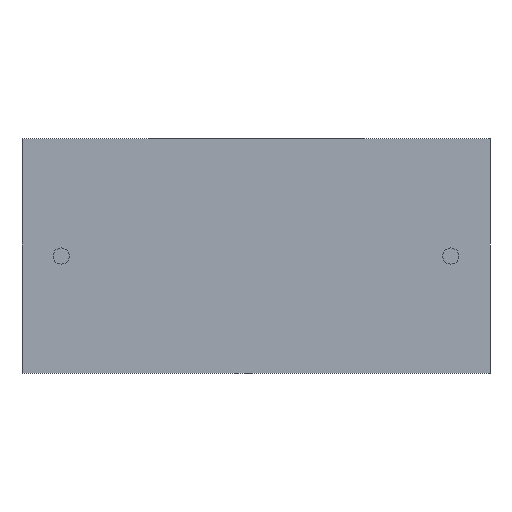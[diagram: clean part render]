
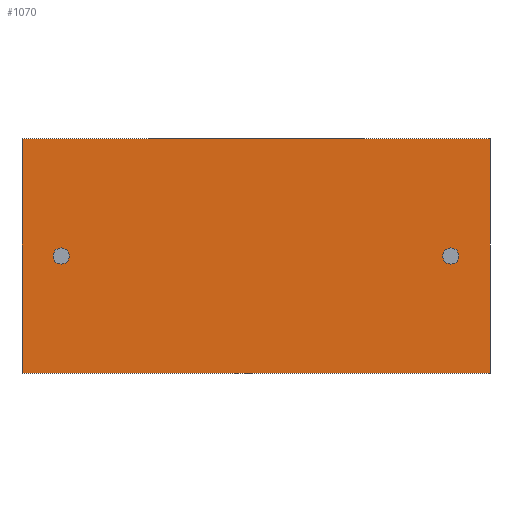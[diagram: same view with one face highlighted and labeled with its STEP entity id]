
A CAD part, front view. The second image highlights one B-rep face of the part: STEP entity #1070.
In plain terms, the highlighted planar face has unit normal (0, -1, 0).
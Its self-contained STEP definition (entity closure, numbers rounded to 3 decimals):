
#9 = DIRECTION ( 'NONE',  ( 0., 0., -1. ) ) ;
#53 = EDGE_LOOP ( 'NONE', ( #2134, #1009 ) ) ;
#64 = FACE_OUTER_BOUND ( 'NONE', #1965, .T. ) ;
#84 = VERTEX_POINT ( 'NONE', #531 ) ;
#124 = DIRECTION ( 'NONE',  ( 1., 0., 0. ) ) ;
#131 = DIRECTION ( 'NONE',  ( 0., 0., 1. ) ) ;
#165 = DIRECTION ( 'NONE',  ( 0., -1., 0. ) ) ;
#208 = VERTEX_POINT ( 'NONE', #1923 ) ;
#222 = CIRCLE ( 'NONE', #1796, 0.525 ) ;
#227 = ORIENTED_EDGE ( 'NONE', *, *, #241, .T. ) ;
#241 = EDGE_CURVE ( 'NONE', #789, #1611, #2236, .T. ) ;
#253 = CARTESIAN_POINT ( 'NONE',  ( 27.95, 0., 7.125 ) ) ;
#277 = CARTESIAN_POINT ( 'NONE',  ( 2.55, 0., 7.125 ) ) ;
#331 = CARTESIAN_POINT ( 'NONE',  ( 27.95, 0., 7.65 ) ) ;
#342 = CARTESIAN_POINT ( 'NONE',  ( 27.95, 0., 8.175 ) ) ;
#369 = EDGE_CURVE ( 'NONE', #208, #1640, #1162, .T. ) ;
#455 = EDGE_CURVE ( 'NONE', #1455, #747, #2025, .T. ) ;
#531 = CARTESIAN_POINT ( 'NONE',  ( 30.5, 0., 15.3 ) ) ;
#532 = DIRECTION ( 'NONE',  ( 0., 0., -1. ) ) ;
#604 = VECTOR ( 'NONE', #2371, 1000. ) ;
#618 = VERTEX_POINT ( 'NONE', #1061 ) ;
#709 = LINE ( 'NONE', #1662, #2065 ) ;
#718 = ORIENTED_EDGE ( 'NONE', *, *, #1108, .F. ) ;
#744 = DIRECTION ( 'NONE',  ( 0., 0., -1. ) ) ;
#747 = VERTEX_POINT ( 'NONE', #253 ) ;
#789 = VERTEX_POINT ( 'NONE', #1714 ) ;
#929 = DIRECTION ( 'NONE',  ( 0., 0., 1. ) ) ;
#937 = CARTESIAN_POINT ( 'NONE',  ( 0., 0., 15.3 ) ) ;
#956 = DIRECTION ( 'NONE',  ( 0., 0., -1. ) ) ;
#987 = EDGE_CURVE ( 'NONE', #1640, #208, #1235, .T. ) ;
#1009 = ORIENTED_EDGE ( 'NONE', *, *, #987, .F. ) ;
#1022 = FACE_BOUND ( 'NONE', #53, .T. ) ;
#1049 = ORIENTED_EDGE ( 'NONE', *, *, #2030, .T. ) ;
#1061 = CARTESIAN_POINT ( 'NONE',  ( 30.5, 0., 0. ) ) ;
#1070 = ADVANCED_FACE ( 'NONE', ( #1869, #64, #1022 ), #1720, .F. ) ;
#1108 = EDGE_CURVE ( 'NONE', #84, #618, #1799, .T. ) ;
#1152 = CARTESIAN_POINT ( 'NONE',  ( 27.95, 0., 7.65 ) ) ;
#1162 = CIRCLE ( 'NONE', #1779, 0.525 ) ;
#1165 = VECTOR ( 'NONE', #956, 1000. ) ;
#1180 = DIRECTION ( 'NONE',  ( 0., 1., 0. ) ) ;
#1235 = CIRCLE ( 'NONE', #1406, 0.525 ) ;
#1291 = EDGE_CURVE ( 'NONE', #789, #84, #709, .T. ) ;
#1310 = DIRECTION ( 'NONE',  ( 0., 1., 0. ) ) ;
#1320 = CARTESIAN_POINT ( 'NONE',  ( 2.55, 0., 7.65 ) ) ;
#1322 = ORIENTED_EDGE ( 'NONE', *, *, #455, .T. ) ;
#1340 = CARTESIAN_POINT ( 'NONE',  ( 0., 0., 15.3 ) ) ;
#1406 = AXIS2_PLACEMENT_3D ( 'NONE', #1451, #1647, #131 ) ;
#1451 = CARTESIAN_POINT ( 'NONE',  ( 2.55, 0., 7.65 ) ) ;
#1455 = VERTEX_POINT ( 'NONE', #342 ) ;
#1508 = DIRECTION ( 'NONE',  ( 0., 0., 1. ) ) ;
#1558 = CARTESIAN_POINT ( 'NONE',  ( 0., 0., 0. ) ) ;
#1587 = VECTOR ( 'NONE', #532, 1000. ) ;
#1603 = CARTESIAN_POINT ( 'NONE',  ( 0., 0., 0. ) ) ;
#1611 = VERTEX_POINT ( 'NONE', #1558 ) ;
#1640 = VERTEX_POINT ( 'NONE', #277 ) ;
#1647 = DIRECTION ( 'NONE',  ( 0., -1., 0. ) ) ;
#1662 = CARTESIAN_POINT ( 'NONE',  ( 0., 0., 15.3 ) ) ;
#1687 = CARTESIAN_POINT ( 'NONE',  ( 30.5, 0., 15.3 ) ) ;
#1714 = CARTESIAN_POINT ( 'NONE',  ( 0., 0., 15.3 ) ) ;
#1720 = PLANE ( 'NONE',  #2048 ) ;
#1779 = AXIS2_PLACEMENT_3D ( 'NONE', #1320, #165, #1508 ) ;
#1796 = AXIS2_PLACEMENT_3D ( 'NONE', #331, #1310, #744 ) ;
#1799 = LINE ( 'NONE', #1687, #1587 ) ;
#1869 = FACE_BOUND ( 'NONE', #1976, .T. ) ;
#1923 = CARTESIAN_POINT ( 'NONE',  ( 2.55, 0., 8.175 ) ) ;
#1965 = EDGE_LOOP ( 'NONE', ( #1049, #718, #2059, #227 ) ) ;
#1976 = EDGE_LOOP ( 'NONE', ( #1322, #2109 ) ) ;
#1991 = AXIS2_PLACEMENT_3D ( 'NONE', #1152, #1180, #9 ) ;
#2025 = CIRCLE ( 'NONE', #1991, 0.525 ) ;
#2030 = EDGE_CURVE ( 'NONE', #1611, #618, #2200, .T. ) ;
#2048 = AXIS2_PLACEMENT_3D ( 'NONE', #937, #2115, #929 ) ;
#2059 = ORIENTED_EDGE ( 'NONE', *, *, #1291, .F. ) ;
#2065 = VECTOR ( 'NONE', #124, 1000. ) ;
#2109 = ORIENTED_EDGE ( 'NONE', *, *, #2336, .T. ) ;
#2115 = DIRECTION ( 'NONE',  ( 0., 1., 0. ) ) ;
#2134 = ORIENTED_EDGE ( 'NONE', *, *, #369, .F. ) ;
#2200 = LINE ( 'NONE', #1603, #604 ) ;
#2236 = LINE ( 'NONE', #1340, #1165 ) ;
#2336 = EDGE_CURVE ( 'NONE', #747, #1455, #222, .T. ) ;
#2371 = DIRECTION ( 'NONE',  ( 1., 0., 0. ) ) ;
